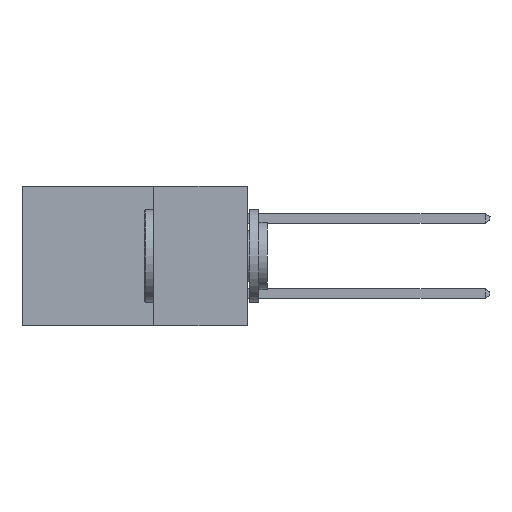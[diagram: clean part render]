
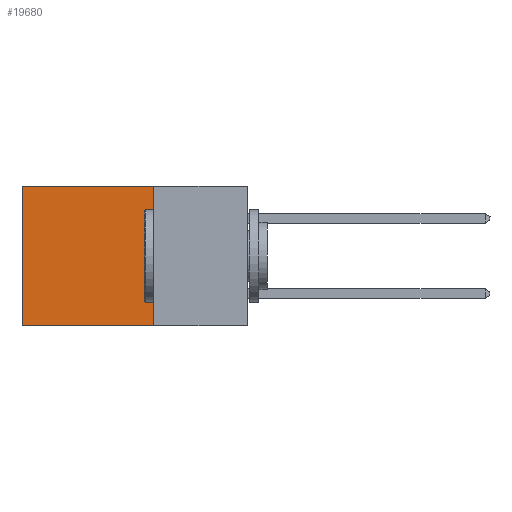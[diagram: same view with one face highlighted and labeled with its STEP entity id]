
A CAD part, left-side view. The second image highlights one B-rep face of the part: STEP entity #19680.
In plain terms, the highlighted planar face has unit normal (-1, 0, 0).
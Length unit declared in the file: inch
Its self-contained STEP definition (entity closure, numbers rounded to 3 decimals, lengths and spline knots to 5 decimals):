
#47 = FACE_OUTER_BOUND ( 'NONE', #27910, .T. ) ;
#2139 = CARTESIAN_POINT ( 'NONE',  ( 0.298, 0.25, 0. ) ) ;
#2754 = EDGE_CURVE ( 'NONE', #7692, #29850, #18402, .T. ) ;
#2794 = LINE ( 'NONE', #23193, #14649 ) ;
#4351 = DIRECTION ( 'NONE',  ( 0., 1., 0. ) ) ;
#5566 = CARTESIAN_POINT ( 'NONE',  ( 0.298, 0.25, 0. ) ) ;
#5992 = ORIENTED_EDGE ( 'NONE', *, *, #27111, .T. ) ;
#7172 = CARTESIAN_POINT ( 'NONE',  ( 0.298, 0.6, 0. ) ) ;
#7692 = VERTEX_POINT ( 'NONE', #29073 ) ;
#8642 = ORIENTED_EDGE ( 'NONE', *, *, #2754, .T. ) ;
#9242 = CARTESIAN_POINT ( 'NONE',  ( 0.298, 0.6, 0. ) ) ;
#11386 = DIRECTION ( 'NONE',  ( 0., 1., 0. ) ) ;
#12717 = DIRECTION ( 'NONE',  ( 1., 0., 0. ) ) ;
#14649 = VECTOR ( 'NONE', #11386, 39.37008 ) ;
#16206 = LINE ( 'NONE', #9242, #21754 ) ;
#16313 = DIRECTION ( 'NONE',  ( 0., 0., -1. ) ) ;
#18402 = LINE ( 'NONE', #25653, #30256 ) ;
#18457 = VERTEX_POINT ( 'NONE', #27371 ) ;
#19680 = ADVANCED_FACE ( 'NONE', ( #47 ), #22029, .F. ) ;
#19770 = EDGE_CURVE ( 'NONE', #7692, #25779, #29301, .T. ) ;
#20356 = ORIENTED_EDGE ( 'NONE', *, *, #23780, .F. ) ;
#21754 = VECTOR ( 'NONE', #28229, 39.37008 ) ;
#22029 = PLANE ( 'NONE',  #25602 ) ;
#22263 = VECTOR ( 'NONE', #16313, 39.37008 ) ;
#23193 = CARTESIAN_POINT ( 'NONE',  ( 0.298, 0.25, -0.37 ) ) ;
#23607 = ORIENTED_EDGE ( 'NONE', *, *, #19770, .F. ) ;
#23780 = EDGE_CURVE ( 'NONE', #25779, #18457, #2794, .T. ) ;
#25602 = AXIS2_PLACEMENT_3D ( 'NONE', #5566, #12717, #29266 ) ;
#25653 = CARTESIAN_POINT ( 'NONE',  ( 0.298, 0.25, 0. ) ) ;
#25779 = VERTEX_POINT ( 'NONE', #28275 ) ;
#27111 = EDGE_CURVE ( 'NONE', #29850, #18457, #16206, .T. ) ;
#27371 = CARTESIAN_POINT ( 'NONE',  ( 0.298, 0.6, -0.37 ) ) ;
#27910 = EDGE_LOOP ( 'NONE', ( #5992, #20356, #23607, #8642 ) ) ;
#28229 = DIRECTION ( 'NONE',  ( 0., 0., -1. ) ) ;
#28275 = CARTESIAN_POINT ( 'NONE',  ( 0.298, 0.25, -0.37 ) ) ;
#29073 = CARTESIAN_POINT ( 'NONE',  ( 0.298, 0.25, 0. ) ) ;
#29266 = DIRECTION ( 'NONE',  ( 0., 0., -1. ) ) ;
#29301 = LINE ( 'NONE', #2139, #22263 ) ;
#29850 = VERTEX_POINT ( 'NONE', #7172 ) ;
#30256 = VECTOR ( 'NONE', #4351, 39.37008 ) ;
